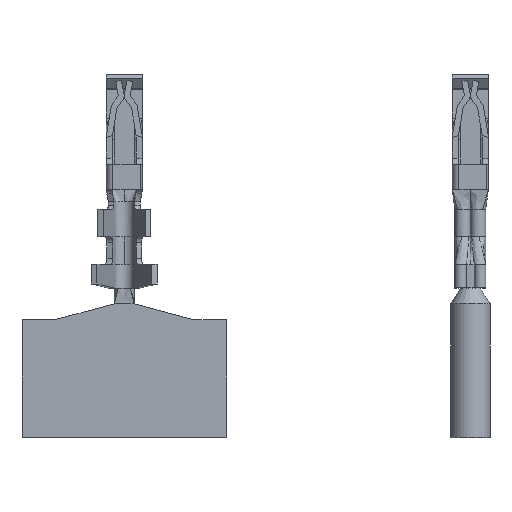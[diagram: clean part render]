
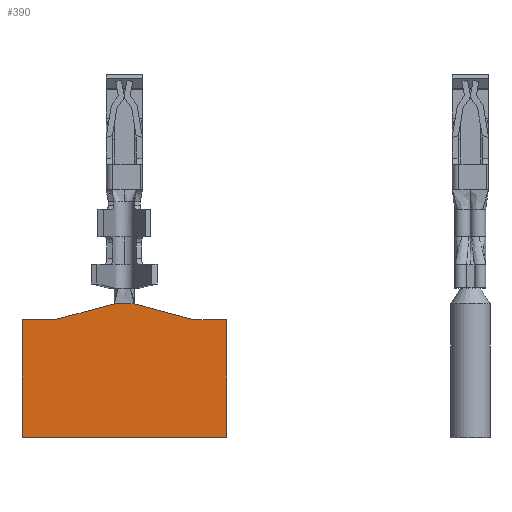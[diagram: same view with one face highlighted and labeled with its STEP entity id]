
A CAD part, top view. The second image highlights one B-rep face of the part: STEP entity #390.
In plain terms, the highlighted planar face has unit normal (0, 0, 1).
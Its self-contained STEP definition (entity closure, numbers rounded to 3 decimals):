
#94=PLANE('',#4295);
#390=ADVANCED_FACE('',(#636),#94,.T.);
#636=FACE_OUTER_BOUND('',#855,.T.);
#855=EDGE_LOOP('',(#1952,#1953,#1954,#1955,#1956,#1957,#1958,#1959));
#1077=LINE('',#5705,#1483);
#1085=LINE('',#5780,#1491);
#1088=LINE('',#5785,#1494);
#1091=LINE('',#5791,#1497);
#1094=LINE('',#5797,#1500);
#1097=LINE('',#5803,#1503);
#1100=LINE('',#5809,#1506);
#1102=LINE('',#5812,#1508);
#1483=VECTOR('',#4576,1.);
#1491=VECTOR('',#4584,1.);
#1494=VECTOR('',#4589,1.);
#1497=VECTOR('',#4594,1.);
#1500=VECTOR('',#4599,1.);
#1503=VECTOR('',#4604,1.);
#1506=VECTOR('',#4609,1.);
#1508=VECTOR('',#4613,1.);
#1952=ORIENTED_EDGE('',*,*,#3590,.T.);
#1953=ORIENTED_EDGE('',*,*,#3593,.T.);
#1954=ORIENTED_EDGE('',*,*,#3580,.T.);
#1955=ORIENTED_EDGE('',*,*,#3596,.T.);
#1956=ORIENTED_EDGE('',*,*,#3599,.T.);
#1957=ORIENTED_EDGE('',*,*,#3602,.T.);
#1958=ORIENTED_EDGE('',*,*,#3605,.T.);
#1959=ORIENTED_EDGE('',*,*,#3607,.T.);
#3162=VERTEX_POINT('',#5682);
#3166=VERTEX_POINT('',#5706);
#3172=VERTEX_POINT('',#5779);
#3173=VERTEX_POINT('',#5781);
#3175=VERTEX_POINT('',#5790);
#3177=VERTEX_POINT('',#5796);
#3179=VERTEX_POINT('',#5802);
#3181=VERTEX_POINT('',#5808);
#3580=EDGE_CURVE('',#3162,#3166,#1077,.T.);
#3590=EDGE_CURVE('',#3173,#3172,#1085,.T.);
#3593=EDGE_CURVE('',#3172,#3162,#1088,.T.);
#3596=EDGE_CURVE('',#3166,#3175,#1091,.T.);
#3599=EDGE_CURVE('',#3175,#3177,#1094,.T.);
#3602=EDGE_CURVE('',#3177,#3179,#1097,.T.);
#3605=EDGE_CURVE('',#3179,#3181,#1100,.T.);
#3607=EDGE_CURVE('',#3181,#3173,#1102,.T.);
#4295=AXIS2_PLACEMENT_3D('',#5814,#4616,#4617);
#4576=DIRECTION('',(-1.,0.,0.));
#4584=DIRECTION('',(-1.,0.,0.));
#4589=DIRECTION('',(-0.966,0.259,0.));
#4594=DIRECTION('',(-0.966,-0.259,0.));
#4599=DIRECTION('',(-1.,0.,0.));
#4604=DIRECTION('',(0.,-1.,0.));
#4609=DIRECTION('',(1.,0.,0.));
#4613=DIRECTION('',(0.,1.,0.));
#4616=DIRECTION('',(0.,0.,1.));
#4617=DIRECTION('',(1.,0.,0.));
#5682=CARTESIAN_POINT('',(0.25,-2.9,0.15));
#5705=CARTESIAN_POINT('',(0.,-2.9,0.15));
#5706=CARTESIAN_POINT('',(-0.25,-2.9,0.15));
#5779=CARTESIAN_POINT('',(1.743,-3.3,0.15));
#5780=CARTESIAN_POINT('',(2.6,-3.3,0.15));
#5781=CARTESIAN_POINT('',(2.6,-3.3,0.15));
#5785=CARTESIAN_POINT('',(1.743,-3.3,0.15));
#5790=CARTESIAN_POINT('',(-1.743,-3.3,0.15));
#5791=CARTESIAN_POINT('',(-0.25,-2.9,0.15));
#5796=CARTESIAN_POINT('',(-2.6,-3.3,0.15));
#5797=CARTESIAN_POINT('',(-1.743,-3.3,0.15));
#5802=CARTESIAN_POINT('',(-2.6,-6.3,0.15));
#5803=CARTESIAN_POINT('',(-2.6,-3.3,0.15));
#5808=CARTESIAN_POINT('',(2.6,-6.3,0.15));
#5809=CARTESIAN_POINT('',(-2.6,-6.3,0.15));
#5812=CARTESIAN_POINT('',(2.6,-6.3,0.15));
#5814=CARTESIAN_POINT('',(0.,-4.8,0.15));
